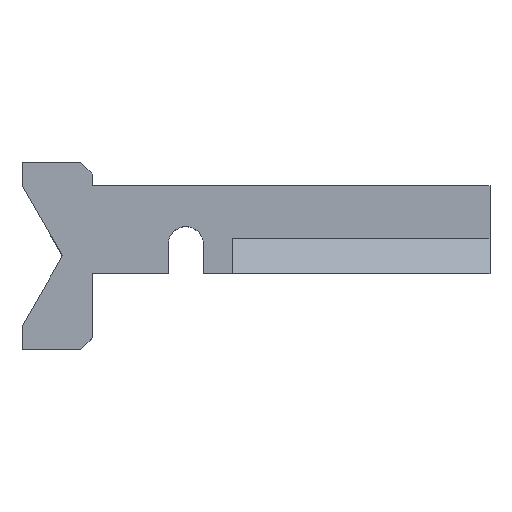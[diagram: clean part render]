
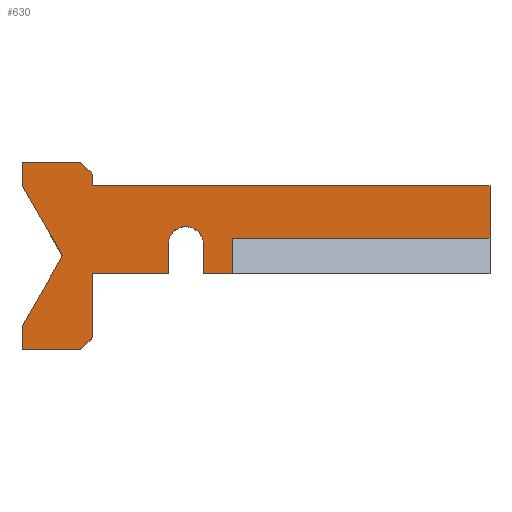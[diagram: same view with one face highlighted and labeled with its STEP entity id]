
A CAD part, top view. The second image highlights one B-rep face of the part: STEP entity #630.
In plain terms, the highlighted planar face has unit normal (0, 0, 1).
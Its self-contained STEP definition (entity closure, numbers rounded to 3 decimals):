
#18=CIRCLE('',#685,0.75);
#26=FACE_OUTER_BOUND('',#59,.T.);
#59=EDGE_LOOP('',(#447,#448,#449,#450,#451,#452,#453,#454,#455,#456,#457,
#458,#459,#460,#461,#462,#463,#464,#465));
#89=LINE('',#886,#176);
#93=LINE('',#893,#180);
#111=LINE('',#932,#198);
#113=LINE('',#936,#200);
#115=LINE('',#940,#202);
#116=LINE('',#942,#203);
#117=LINE('',#946,#204);
#118=LINE('',#948,#205);
#119=LINE('',#950,#206);
#120=LINE('',#952,#207);
#121=LINE('',#954,#208);
#122=LINE('',#955,#209);
#123=LINE('',#957,#210);
#124=LINE('',#959,#211);
#125=LINE('',#961,#212);
#126=LINE('',#963,#213);
#127=LINE('',#965,#214);
#128=LINE('',#966,#215);
#176=VECTOR('',#721,10.);
#180=VECTOR('',#727,10.);
#198=VECTOR('',#751,10.);
#200=VECTOR('',#755,10.);
#202=VECTOR('',#759,10.);
#203=VECTOR('',#760,10.);
#204=VECTOR('',#763,10.);
#205=VECTOR('',#764,10.);
#206=VECTOR('',#765,10.);
#207=VECTOR('',#766,10.);
#208=VECTOR('',#767,10.);
#209=VECTOR('',#768,10.);
#210=VECTOR('',#769,10.);
#211=VECTOR('',#770,10.);
#212=VECTOR('',#771,10.);
#213=VECTOR('',#772,10.);
#214=VECTOR('',#773,10.);
#215=VECTOR('',#774,10.);
#263=VERTEX_POINT('',#883);
#264=VERTEX_POINT('',#885);
#266=VERTEX_POINT('',#891);
#283=VERTEX_POINT('',#929);
#284=VERTEX_POINT('',#931);
#285=VERTEX_POINT('',#935);
#286=VERTEX_POINT('',#939);
#287=VERTEX_POINT('',#941);
#288=VERTEX_POINT('',#943);
#289=VERTEX_POINT('',#945);
#290=VERTEX_POINT('',#947);
#291=VERTEX_POINT('',#949);
#292=VERTEX_POINT('',#951);
#293=VERTEX_POINT('',#953);
#294=VERTEX_POINT('',#956);
#295=VERTEX_POINT('',#958);
#296=VERTEX_POINT('',#960);
#297=VERTEX_POINT('',#962);
#298=VERTEX_POINT('',#964);
#323=EDGE_CURVE('',#263,#264,#89,.T.);
#327=EDGE_CURVE('',#266,#263,#93,.T.);
#346=EDGE_CURVE('',#283,#284,#111,.T.);
#348=EDGE_CURVE('',#284,#285,#113,.T.);
#350=EDGE_CURVE('',#266,#286,#115,.T.);
#351=EDGE_CURVE('',#286,#287,#116,.T.);
#352=EDGE_CURVE('',#287,#288,#18,.T.);
#353=EDGE_CURVE('',#288,#289,#117,.T.);
#354=EDGE_CURVE('',#289,#290,#118,.T.);
#355=EDGE_CURVE('',#290,#291,#119,.T.);
#356=EDGE_CURVE('',#291,#292,#120,.T.);
#357=EDGE_CURVE('',#292,#293,#121,.T.);
#358=EDGE_CURVE('',#293,#285,#122,.T.);
#359=EDGE_CURVE('',#294,#283,#123,.T.);
#360=EDGE_CURVE('',#295,#294,#124,.T.);
#361=EDGE_CURVE('',#295,#296,#125,.T.);
#362=EDGE_CURVE('',#296,#297,#126,.T.);
#363=EDGE_CURVE('',#298,#297,#127,.T.);
#364=EDGE_CURVE('',#264,#298,#128,.T.);
#447=ORIENTED_EDGE('',*,*,#323,.F.);
#448=ORIENTED_EDGE('',*,*,#327,.F.);
#449=ORIENTED_EDGE('',*,*,#350,.T.);
#450=ORIENTED_EDGE('',*,*,#351,.T.);
#451=ORIENTED_EDGE('',*,*,#352,.T.);
#452=ORIENTED_EDGE('',*,*,#353,.T.);
#453=ORIENTED_EDGE('',*,*,#354,.T.);
#454=ORIENTED_EDGE('',*,*,#355,.T.);
#455=ORIENTED_EDGE('',*,*,#356,.T.);
#456=ORIENTED_EDGE('',*,*,#357,.T.);
#457=ORIENTED_EDGE('',*,*,#358,.T.);
#458=ORIENTED_EDGE('',*,*,#348,.F.);
#459=ORIENTED_EDGE('',*,*,#346,.F.);
#460=ORIENTED_EDGE('',*,*,#359,.F.);
#461=ORIENTED_EDGE('',*,*,#360,.F.);
#462=ORIENTED_EDGE('',*,*,#361,.T.);
#463=ORIENTED_EDGE('',*,*,#362,.T.);
#464=ORIENTED_EDGE('',*,*,#363,.F.);
#465=ORIENTED_EDGE('',*,*,#364,.F.);
#599=PLANE('',#684);
#630=ADVANCED_FACE('',(#26),#599,.T.);
#684=AXIS2_PLACEMENT_3D('',#938,#757,#758);
#685=AXIS2_PLACEMENT_3D('',#944,#761,#762);
#721=DIRECTION('',(-0.707,-0.707,0.));
#727=DIRECTION('',(0.,-1.,0.));
#751=DIRECTION('',(0.707,-0.707,0.));
#755=DIRECTION('',(0.,-1.,0.));
#757=DIRECTION('center_axis',(0.,0.,1.));
#758=DIRECTION('ref_axis',(1.,0.,0.));
#759=DIRECTION('',(1.,0.,0.));
#760=DIRECTION('',(0.,1.,0.));
#761=DIRECTION('center_axis',(0.,0.,-1.));
#762=DIRECTION('ref_axis',(1.,0.,0.));
#763=DIRECTION('',(0.,-1.,0.));
#764=DIRECTION('',(1.,0.,0.));
#765=DIRECTION('',(0.,1.,0.));
#766=DIRECTION('',(1.,0.,0.));
#767=DIRECTION('',(0.,1.,0.));
#768=DIRECTION('',(-1.,0.,0.));
#769=DIRECTION('',(1.,0.,0.));
#770=DIRECTION('',(0.,1.,0.));
#771=DIRECTION('',(0.5,-0.866,0.));
#772=DIRECTION('',(-0.5,-0.866,0.));
#773=DIRECTION('',(0.,1.,0.));
#774=DIRECTION('',(-1.,0.,0.));
#883=CARTESIAN_POINT('',(3.,-3.5,1.5));
#885=CARTESIAN_POINT('',(2.5,-4.,1.5));
#886=CARTESIAN_POINT('',(4.962,-1.538,1.5));
#891=CARTESIAN_POINT('',(3.,-0.75,1.5));
#893=CARTESIAN_POINT('',(3.,-2.,1.5));
#929=CARTESIAN_POINT('',(2.5,4.,1.5));
#931=CARTESIAN_POINT('',(3.,3.5,1.5));
#932=CARTESIAN_POINT('',(4.962,1.538,1.5));
#935=CARTESIAN_POINT('',(3.,3.,1.5));
#936=CARTESIAN_POINT('',(3.,4.,1.5));
#938=CARTESIAN_POINT('Origin',(7.846,0.,1.5));
#939=CARTESIAN_POINT('',(6.25,-0.75,1.5));
#940=CARTESIAN_POINT('',(6.923,-0.75,1.5));
#941=CARTESIAN_POINT('',(6.25,0.5,1.5));
#942=CARTESIAN_POINT('',(6.25,0.25,1.5));
#943=CARTESIAN_POINT('',(7.75,0.5,1.5));
#944=CARTESIAN_POINT('Origin',(7.,0.5,1.5));
#945=CARTESIAN_POINT('',(7.75,-0.75,1.5));
#946=CARTESIAN_POINT('',(7.75,-1.,1.5));
#947=CARTESIAN_POINT('',(9.,-0.75,1.5));
#948=CARTESIAN_POINT('',(6.923,-0.75,1.5));
#949=CARTESIAN_POINT('',(9.,0.75,1.5));
#950=CARTESIAN_POINT('',(9.,0.079,1.5));
#951=CARTESIAN_POINT('',(20.,0.75,1.5));
#952=CARTESIAN_POINT('',(12.923,0.75,1.5));
#953=CARTESIAN_POINT('',(20.,3.,1.5));
#954=CARTESIAN_POINT('',(20.,3.,1.5));
#955=CARTESIAN_POINT('',(3.,3.,1.5));
#956=CARTESIAN_POINT('',(0.,4.,1.5));
#957=CARTESIAN_POINT('',(0.,4.,1.5));
#958=CARTESIAN_POINT('',(0.,3.,1.5));
#959=CARTESIAN_POINT('',(0.,0.,1.5));
#960=CARTESIAN_POINT('',(1.732,0.,1.5));
#961=CARTESIAN_POINT('',(2.496,-1.324,1.5));
#962=CARTESIAN_POINT('',(0.,-3.,1.5));
#963=CARTESIAN_POINT('',(1.63,-0.176,1.5));
#964=CARTESIAN_POINT('',(0.,-4.,1.5));
#965=CARTESIAN_POINT('',(0.,0.,1.5));
#966=CARTESIAN_POINT('',(3.,-4.,1.5));
